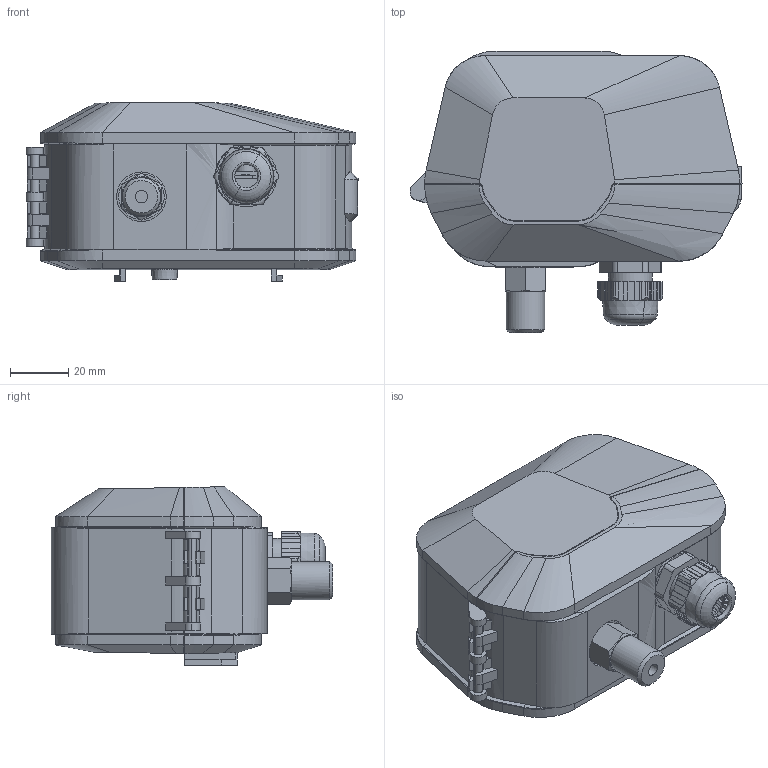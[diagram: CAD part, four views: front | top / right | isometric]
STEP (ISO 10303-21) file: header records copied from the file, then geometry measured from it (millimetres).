
FILE_DESCRIPTION(('STEP AP214'), '1');
FILE_NAME('陑50 3D 斁麧錪 ', '', ('UNSPECIFIED'), ('UNSPECIFIED'), 'ASCON STEP Converter 1.6', 'ASCON Math Kernel', '');
FILE_SCHEMA(('AUTOMOTIVE_DESIGN { 1 0 10303 214 3 1 1}'));
Length unit declared in the file: millimetre
Products named in the file (17): 睯艜; 櫻蠉錪2^栖闉罻; ïðóæèíà; 櫻蠉錪3^栖闉罻; 櫻蠉錪; 櫻蠉錪4^栖闉罻; KP36; 睯艜_膴樖樉; 櫻蠉錪1^栖闉罻; øàéáà
Assembly tree (20 placements, depth 3):
  (unnamed)
    睯艜  x3
    櫻蠉錪2^栖闉罻
    ïðóæèíà
    櫻蠉錪3^栖闉罻
    櫻蠉錪
    櫻蠉錪4^栖闉罻
    KP36
    睯艜_膴樖樉
    櫻蠉錪1^栖闉罻
    øàéáà  x3
    (unnamed)
    (unnamed)
    (unnamed)
      (unnamed)
      (unnamed)
      (unnamed)
Bounding box: 113.91 x 96.5 x 61.24 mm (x, y, z)
Volume: 85750.6 mm3; surface area: 115804.8 mm2
Topology: 25 solids, 26 shells, 3084 faces, 8203 edges, 5274 vertices
Faces by surface type: plane 1750, bspline 645, cylinder 490, torus 98, cone 91, sphere 10
Full cylindrical faces by diameter (mm): 2 x7, 2.1 x1, 2.85 x2, 3 x2, 3.11 x4, 3.242 x1, 3.302 x2, 3.35 x4, 3.4 x1, 3.478 x1, 3.5 x10, 3.58 x1, 4 x9, 4.02 x1, 4.2 x1, 4.3 x1, 4.5 x1, 4.9 x1, 4.918 x1, 5 x6, 5.15 x1, 5.28 x1, 6 x3, 6.26 x1, 6.4 x1, 7 x3, 7.1 x2, 7.7 x1, 8 x2, 9 x1
Entity records: 173184 total; most frequent: CARTESIAN_POINT 80668, ORIENTED_EDGE 15784, DIRECTION 10515, EDGE_CURVE 7896, VERTEX_POINT 5173, LINE 4387, VECTOR 4387, EDGE_LOOP 3405
